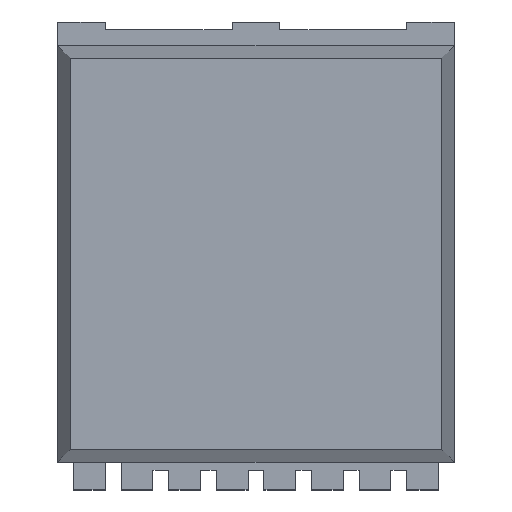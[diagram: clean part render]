
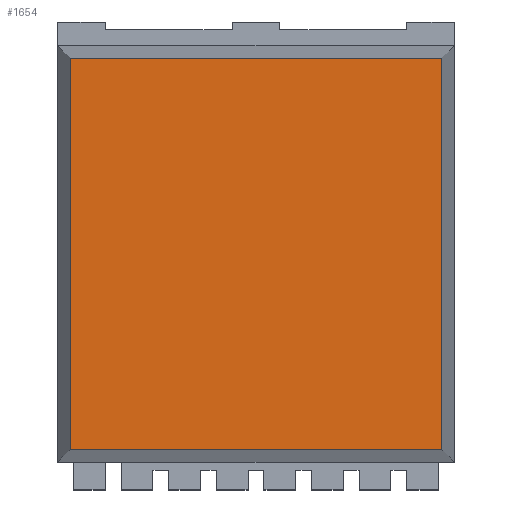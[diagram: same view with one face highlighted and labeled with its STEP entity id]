
A CAD part, top view. The second image highlights one B-rep face of the part: STEP entity #1654.
In plain terms, the highlighted planar face has unit normal (0, 0, 1).
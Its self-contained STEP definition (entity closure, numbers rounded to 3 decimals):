
#104=FACE_OUTER_BOUND($,#190,.T.);
#190=EDGE_LOOP($,(#1470,#1471,#1472,#1473));
#413=LINE($,#2606,#641);
#417=LINE($,#2615,#645);
#418=LINE($,#2617,#646);
#419=LINE($,#2618,#647);
#641=VECTOR($,#2138,9.865);
#645=VECTOR($,#2144,9.865);
#646=VECTOR($,#2147,9.365);
#647=VECTOR($,#2148,9.365);
#795=VERTEX_POINT($,#2600);
#797=VERTEX_POINT($,#2604);
#799=VERTEX_POINT($,#2609);
#801=VERTEX_POINT($,#2613);
#1021=EDGE_CURVE($,#795,#797,#413,.T.);
#1025=EDGE_CURVE($,#799,#801,#417,.T.);
#1026=EDGE_CURVE($,#797,#799,#418,.T.);
#1027=EDGE_CURVE($,#801,#795,#419,.T.);
#1470=ORIENTED_EDGE($,*,*,#1021,.T.);
#1471=ORIENTED_EDGE($,*,*,#1026,.T.);
#1472=ORIENTED_EDGE($,*,*,#1025,.T.);
#1473=ORIENTED_EDGE($,*,*,#1027,.T.);
#1568=PLANE($,#1751);
#1654=ADVANCED_FACE($,(#104),#1568,.T.);
#1751=AXIS2_PLACEMENT_3D($,#2616,#2145,#2146);
#2138=DIRECTION($,(0.,-1.,0.));
#2144=DIRECTION($,(0.,1.,0.));
#2145=DIRECTION('center_axis',(0.,0.,1.));
#2146=DIRECTION('ref_axis',(1.,0.,0.));
#2147=DIRECTION($,(1.,0.,0.));
#2148=DIRECTION($,(-1.,0.,0.));
#2600=CARTESIAN_POINT('',(-4.683,4.983,2.4));
#2604=CARTESIAN_POINT('',(-4.683,-4.883,2.4));
#2606=CARTESIAN_POINT($,(-4.683,-2.575,2.4));
#2609=CARTESIAN_POINT('',(4.683,-4.883,2.4));
#2613=CARTESIAN_POINT('',(4.683,4.983,2.4));
#2615=CARTESIAN_POINT($,(4.683,-2.575,2.4));
#2616=CARTESIAN_POINT('Origin',(0.,0.05,
2.4));
#2617=CARTESIAN_POINT($,(-2.5,-4.883,2.4));
#2618=CARTESIAN_POINT($,(-2.5,4.983,2.4));
